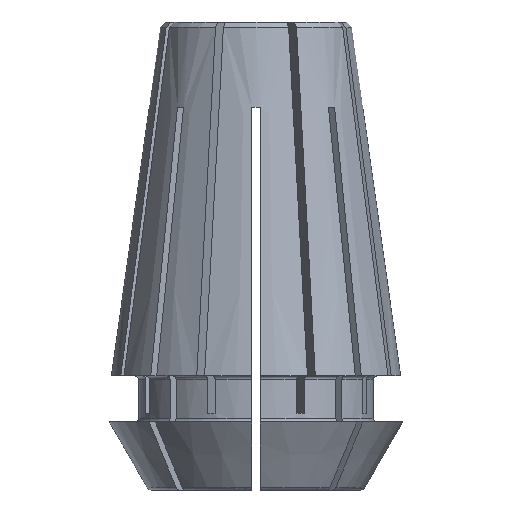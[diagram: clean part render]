
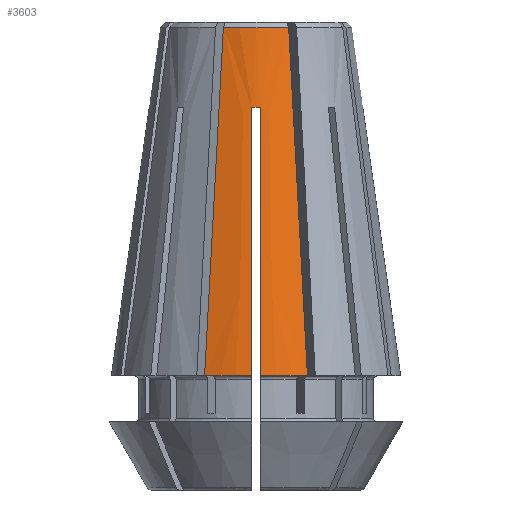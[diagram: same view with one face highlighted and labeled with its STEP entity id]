
A CAD part, left-side view. The second image highlights one B-rep face of the part: STEP entity #3603.
In plain terms, the highlighted conical face has half-angle 8 degrees and reference radius 5.619 mm.
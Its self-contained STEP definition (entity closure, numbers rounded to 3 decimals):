
#93=B_SPLINE_CURVE_WITH_KNOTS('',3,(#5296,#5297,#5298,#5299,#5300,#5301,
#5302),.UNSPECIFIED.,.F.,.F.,(4,3,4),(0.,0.015,
0.021),.UNSPECIFIED.);
#94=B_SPLINE_CURVE_WITH_KNOTS('',3,(#5303,#5304,#5305,#5306,#5307,#5308,
#5309),.UNSPECIFIED.,.F.,.F.,(4,3,4),(0.,0.015,
0.021),.UNSPECIFIED.);
#95=B_SPLINE_CURVE_WITH_KNOTS('',3,(#5313,#5314,#5315,#5316,#5317,#5318,
#5319,#5320,#5321,#5322),.UNSPECIFIED.,.F.,.F.,(4,3,3,4),(0.01,
0.012,0.023,0.025),.UNSPECIFIED.);
#96=B_SPLINE_CURVE_WITH_KNOTS('',3,(#5326,#5327,#5328,#5329,#5330,#5331,
#5332,#5333,#5334,#5335),.UNSPECIFIED.,.F.,.F.,(4,3,3,4),(0.01,
0.012,0.023,0.025),.UNSPECIFIED.);
#222=CONICAL_SURFACE('',#3820,5.619,0.14);
#781=ORIENTED_EDGE('',*,*,#1948,.T.);
#782=ORIENTED_EDGE('',*,*,#1949,.T.);
#783=ORIENTED_EDGE('',*,*,#1945,.F.);
#784=ORIENTED_EDGE('',*,*,#1950,.F.);
#785=ORIENTED_EDGE('',*,*,#1951,.T.);
#786=ORIENTED_EDGE('',*,*,#1952,.F.);
#787=ORIENTED_EDGE('',*,*,#1953,.F.);
#788=ORIENTED_EDGE('',*,*,#1954,.T.);
#1945=EDGE_CURVE('',#2529,#2530,#2911,.T.);
#1948=EDGE_CURVE('',#2531,#2532,#2912,.T.);
#1949=EDGE_CURVE('',#2532,#2530,#93,.T.);
#1950=EDGE_CURVE('',#2533,#2529,#94,.T.);
#1951=EDGE_CURVE('',#2533,#2534,#2913,.T.);
#1952=EDGE_CURVE('',#2535,#2534,#95,.T.);
#1953=EDGE_CURVE('',#2536,#2535,#2914,.T.);
#1954=EDGE_CURVE('',#2536,#2531,#96,.T.);
#2529=VERTEX_POINT('',#5288);
#2530=VERTEX_POINT('',#5289);
#2531=VERTEX_POINT('',#5294);
#2532=VERTEX_POINT('',#5295);
#2533=VERTEX_POINT('',#5310);
#2534=VERTEX_POINT('',#5312);
#2535=VERTEX_POINT('',#5323);
#2536=VERTEX_POINT('',#5325);
#2911=CIRCLE('',#3819,5.619);
#2912=CIRCLE('',#3821,8.5);
#2913=CIRCLE('',#3822,8.5);
#2914=CIRCLE('',#3823,6.279);
#3111=EDGE_LOOP('',(#781,#782,#783,#784,#785,#786,#787,#788));
#3313=FACE_BOUND('',#3111,.T.);
#3603=ADVANCED_FACE('',(#3313),#222,.T.);
#3819=AXIS2_PLACEMENT_3D('',#5287,#4228,#4229);
#3820=AXIS2_PLACEMENT_3D('',#5292,#4232,#4233);
#3821=AXIS2_PLACEMENT_3D('',#5293,#4234,#4235);
#3822=AXIS2_PLACEMENT_3D('',#5311,#4236,#4237);
#3823=AXIS2_PLACEMENT_3D('',#5324,#4238,#4239);
#4228=DIRECTION('',(0.,0.,1.));
#4229=DIRECTION('',(1.,0.,0.));
#4232=DIRECTION('',(0.,0.,-1.));
#4233=DIRECTION('',(-1.,0.,0.));
#4234=DIRECTION('',(0.,0.,1.));
#4235=DIRECTION('',(1.,0.,0.));
#4236=DIRECTION('',(0.,0.,1.));
#4237=DIRECTION('',(1.,0.,0.));
#4238=DIRECTION('',(0.,0.,-1.));
#4239=DIRECTION('',(-1.,0.,0.));
#5287=CARTESIAN_POINT('',(0.,0.,27.2));
#5288=CARTESIAN_POINT('',(-5.282,1.917,27.2));
#5289=CARTESIAN_POINT('',(-5.282,-1.917,27.2));
#5292=CARTESIAN_POINT('',(0.,0.,27.2));
#5293=CARTESIAN_POINT('',(0.,0.,6.7));
#5294=CARTESIAN_POINT('',(-8.496,-0.25,6.7));
#5295=CARTESIAN_POINT('',(-7.945,-3.02,6.7));
#5296=CARTESIAN_POINT('',(-7.945,-3.02,6.7));
#5297=CARTESIAN_POINT('',(-7.305,-2.755,11.626));
#5298=CARTESIAN_POINT('',(-6.665,-2.49,16.552));
#5299=CARTESIAN_POINT('',(-6.025,-2.225,21.478));
#5300=CARTESIAN_POINT('',(-5.778,-2.123,23.385));
#5301=CARTESIAN_POINT('',(-5.53,-2.02,25.293));
#5302=CARTESIAN_POINT('',(-5.282,-1.917,27.2));
#5303=CARTESIAN_POINT('',(-7.945,3.02,6.7));
#5304=CARTESIAN_POINT('',(-7.305,2.755,11.626));
#5305=CARTESIAN_POINT('',(-6.665,2.49,16.552));
#5306=CARTESIAN_POINT('',(-6.025,2.225,21.478));
#5307=CARTESIAN_POINT('',(-5.778,2.123,23.385));
#5308=CARTESIAN_POINT('',(-5.53,2.02,25.293));
#5309=CARTESIAN_POINT('',(-5.282,1.917,27.2));
#5310=CARTESIAN_POINT('',(-7.945,3.02,6.7));
#5311=CARTESIAN_POINT('',(0.,0.,6.7));
#5312=CARTESIAN_POINT('',(-8.496,0.25,6.7));
#5313=CARTESIAN_POINT('',(-6.274,0.25,22.5));
#5314=CARTESIAN_POINT('',(-6.366,0.25,21.85));
#5315=CARTESIAN_POINT('',(-6.457,0.25,21.2));
#5316=CARTESIAN_POINT('',(-6.549,0.25,20.549));
#5317=CARTESIAN_POINT('',(-7.083,0.25,16.752));
#5318=CARTESIAN_POINT('',(-7.617,0.25,12.954));
#5319=CARTESIAN_POINT('',(-8.151,0.25,9.156));
#5320=CARTESIAN_POINT('',(-8.266,0.25,8.337));
#5321=CARTESIAN_POINT('',(-8.381,0.25,7.519));
#5322=CARTESIAN_POINT('',(-8.496,0.25,6.7));
#5323=CARTESIAN_POINT('',(-6.274,0.25,22.5));
#5324=CARTESIAN_POINT('',(0.,0.,22.5));
#5325=CARTESIAN_POINT('',(-6.274,-0.25,22.5));
#5326=CARTESIAN_POINT('',(-6.274,-0.25,22.5));
#5327=CARTESIAN_POINT('',(-6.366,-0.25,21.85));
#5328=CARTESIAN_POINT('',(-6.457,-0.25,21.2));
#5329=CARTESIAN_POINT('',(-6.549,-0.25,20.549));
#5330=CARTESIAN_POINT('',(-7.083,-0.25,16.752));
#5331=CARTESIAN_POINT('',(-7.617,-0.25,12.954));
#5332=CARTESIAN_POINT('',(-8.151,-0.25,9.156));
#5333=CARTESIAN_POINT('',(-8.266,-0.25,8.337));
#5334=CARTESIAN_POINT('',(-8.381,-0.25,7.519));
#5335=CARTESIAN_POINT('',(-8.496,-0.25,6.7));
